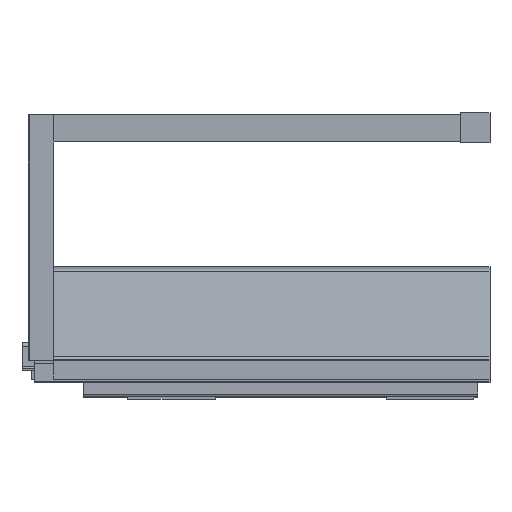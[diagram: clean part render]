
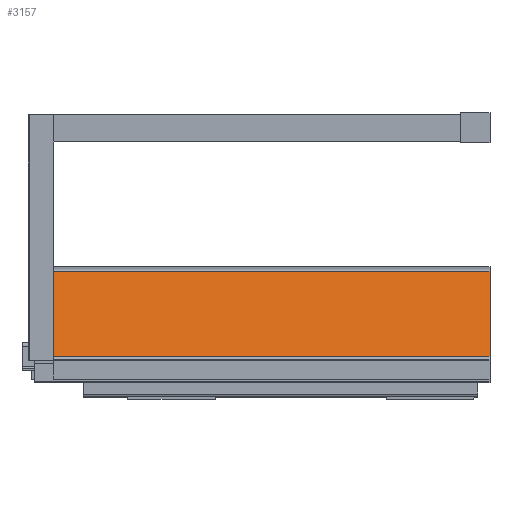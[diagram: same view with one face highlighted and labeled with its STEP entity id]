
A CAD part, top view. The second image highlights one B-rep face of the part: STEP entity #3157.
In plain terms, the highlighted planar face has unit normal (0, 0.208, 0.978).
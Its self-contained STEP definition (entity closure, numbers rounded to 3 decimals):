
#78 = DIRECTION ( 'NONE',  ( 0., 0.208, 0.978 ) ) ;
#343 = CARTESIAN_POINT ( 'NONE',  ( 0., 17.084, 34.466 ) ) ;
#883 = VERTEX_POINT ( 'NONE', #7565 ) ;
#1789 = ORIENTED_EDGE ( 'NONE', *, *, #10807, .T. ) ;
#1825 = ORIENTED_EDGE ( 'NONE', *, *, #7499, .F. ) ;
#1980 = EDGE_CURVE ( 'NONE', #883, #5389, #9200, .T. ) ;
#2817 = LINE ( 'NONE', #10732, #8442 ) ;
#3157 = ADVANCED_FACE ( 'NONE', ( #3952 ), #8977, .T. ) ;
#3239 = ORIENTED_EDGE ( 'NONE', *, *, #1980, .F. ) ;
#3269 = DIRECTION ( 'NONE',  ( 0., -0.978, 0.208 ) ) ;
#3395 = CARTESIAN_POINT ( 'NONE',  ( -325.5, 80.422, 21.003 ) ) ;
#3570 = VERTEX_POINT ( 'NONE', #11011 ) ;
#3679 = CARTESIAN_POINT ( 'NONE',  ( -325.5, 17.084, 34.466 ) ) ;
#3952 = FACE_OUTER_BOUND ( 'NONE', #10811, .T. ) ;
#4893 = DIRECTION ( 'NONE',  ( 1., 0., 0. ) ) ;
#5287 = VECTOR ( 'NONE', #3269, 1000. ) ;
#5389 = VERTEX_POINT ( 'NONE', #343 ) ;
#5849 = DIRECTION ( 'NONE',  ( 0., -0.978, 0.208 ) ) ;
#6335 = ORIENTED_EDGE ( 'NONE', *, *, #7502, .T. ) ;
#6887 = CARTESIAN_POINT ( 'NONE',  ( -342., 80.422, 21.003 ) ) ;
#7352 = AXIS2_PLACEMENT_3D ( 'NONE', #6887, #78, #5849 ) ;
#7499 = EDGE_CURVE ( 'NONE', #3570, #883, #7759, .T. ) ;
#7502 = EDGE_CURVE ( 'NONE', #8591, #5389, #2817, .T. ) ;
#7565 = CARTESIAN_POINT ( 'NONE',  ( 0., 80.422, 21.003 ) ) ;
#7595 = VECTOR ( 'NONE', #11702, 1000. ) ;
#7759 = LINE ( 'NONE', #9829, #7595 ) ;
#8087 = DIRECTION ( 'NONE',  ( 0., -0.978, 0.208 ) ) ;
#8147 = LINE ( 'NONE', #3395, #8262 ) ;
#8262 = VECTOR ( 'NONE', #8087, 1000. ) ;
#8442 = VECTOR ( 'NONE', #4893, 1000. ) ;
#8591 = VERTEX_POINT ( 'NONE', #3679 ) ;
#8977 = PLANE ( 'NONE',  #7352 ) ;
#9200 = LINE ( 'NONE', #12160, #5287 ) ;
#9829 = CARTESIAN_POINT ( 'NONE',  ( -342., 80.422, 21.003 ) ) ;
#10732 = CARTESIAN_POINT ( 'NONE',  ( 0., 17.084, 34.466 ) ) ;
#10807 = EDGE_CURVE ( 'NONE', #3570, #8591, #8147, .T. ) ;
#10811 = EDGE_LOOP ( 'NONE', ( #1825, #1789, #6335, #3239 ) ) ;
#11011 = CARTESIAN_POINT ( 'NONE',  ( -325.5, 80.422, 21.003 ) ) ;
#11702 = DIRECTION ( 'NONE',  ( 1., 0., 0. ) ) ;
#12160 = CARTESIAN_POINT ( 'NONE',  ( 0., 80.422, 21.003 ) ) ;
